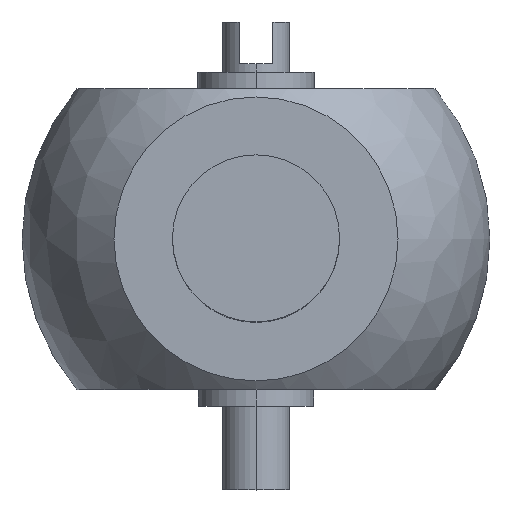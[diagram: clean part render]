
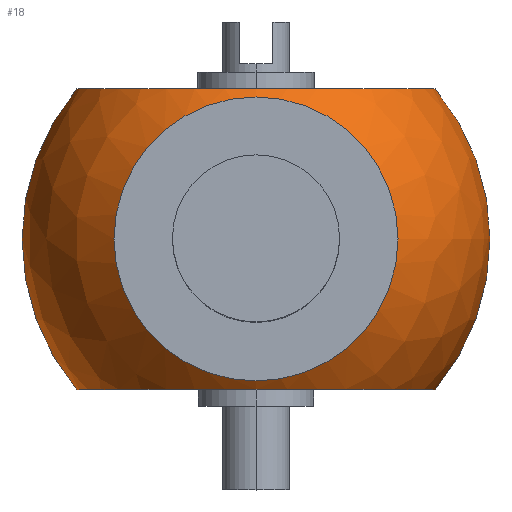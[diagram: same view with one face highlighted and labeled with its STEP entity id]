
A CAD part, top view. The second image highlights one B-rep face of the part: STEP entity #18.
In plain terms, the highlighted spherical face has radius 14 mm.
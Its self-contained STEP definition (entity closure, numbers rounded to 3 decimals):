
#18 = ADVANCED_FACE ( 'NONE', ( #314, #477 ), #308, .T. ) ;
#19 = CARTESIAN_POINT ( 'NONE',  ( 0., 0., 11.126 ) ) ;
#30 = AXIS2_PLACEMENT_3D ( 'NONE', #240, #294, #330 ) ;
#32 = CARTESIAN_POINT ( 'NONE',  ( 0., 8.498, 11.126 ) ) ;
#33 = ORIENTED_EDGE ( 'NONE', *, *, #445, .T. ) ;
#64 = CIRCLE ( 'NONE', #383, 8.498 ) ;
#71 = ORIENTED_EDGE ( 'NONE', *, *, #112, .T. ) ;
#80 = ORIENTED_EDGE ( 'NONE', *, *, #514, .F. ) ;
#98 = ORIENTED_EDGE ( 'NONE', *, *, #480, .F. ) ;
#99 = VERTEX_POINT ( 'NONE', #306 ) ;
#112 = EDGE_CURVE ( 'NONE', #437, #117, #488, .T. ) ;
#117 = VERTEX_POINT ( 'NONE', #589 ) ;
#134 = DIRECTION ( 'NONE',  ( 0., 1., 0. ) ) ;
#138 = DIRECTION ( 'NONE',  ( 0., 0., -1. ) ) ;
#176 = CARTESIAN_POINT ( 'NONE',  ( 0., 0., 11.126 ) ) ;
#180 = DIRECTION ( 'NONE',  ( 0., 0., 1. ) ) ;
#181 = DIRECTION ( 'NONE',  ( 0., 0., 1. ) ) ;
#228 = DIRECTION ( 'NONE',  ( 0., 0., 1. ) ) ;
#240 = CARTESIAN_POINT ( 'NONE',  ( 0., 0., 0. ) ) ;
#244 = CARTESIAN_POINT ( 'NONE',  ( 0., -9., 0. ) ) ;
#265 = VERTEX_POINT ( 'NONE', #614 ) ;
#290 = ORIENTED_EDGE ( 'NONE', *, *, #550, .F. ) ;
#294 = DIRECTION ( 'NONE',  ( 0., 0., -1. ) ) ;
#306 = CARTESIAN_POINT ( 'NONE',  ( 0., -8.498, 11.126 ) ) ;
#308 = SPHERICAL_SURFACE ( 'NONE', #669, 14. ) ;
#310 = CARTESIAN_POINT ( 'NONE',  ( 0., 0., 0. ) ) ;
#314 = FACE_OUTER_BOUND ( 'NONE', #384, .T. ) ;
#330 = DIRECTION ( 'NONE',  ( -1., 0., 0. ) ) ;
#331 = CIRCLE ( 'NONE', #30, 14. ) ;
#348 = AXIS2_PLACEMENT_3D ( 'NONE', #19, #180, #642 ) ;
#370 = AXIS2_PLACEMENT_3D ( 'NONE', #677, #228, #648 ) ;
#380 = CARTESIAN_POINT ( 'NONE',  ( 0., 9., 0. ) ) ;
#383 = AXIS2_PLACEMENT_3D ( 'NONE', #176, #624, #631 ) ;
#384 = EDGE_LOOP ( 'NONE', ( #290, #71, #33, #98 ) ) ;
#397 = VERTEX_POINT ( 'NONE', #32 ) ;
#427 = CARTESIAN_POINT ( 'NONE',  ( 10.724, 9., 0. ) ) ;
#430 = DIRECTION ( 'NONE',  ( 1., 0., 0. ) ) ;
#432 = CIRCLE ( 'NONE', #441, 10.724 ) ;
#437 = VERTEX_POINT ( 'NONE', #472 ) ;
#439 = CIRCLE ( 'NONE', #370, 14. ) ;
#441 = AXIS2_PLACEMENT_3D ( 'NONE', #380, #134, #181 ) ;
#445 = EDGE_CURVE ( 'NONE', #117, #612, #439, .T. ) ;
#461 = EDGE_CURVE ( 'NONE', #99, #397, #64, .T. ) ;
#472 = CARTESIAN_POINT ( 'NONE',  ( -10.724, -9., 0. ) ) ;
#477 = FACE_BOUND ( 'NONE', #587, .T. ) ;
#480 = EDGE_CURVE ( 'NONE', #265, #612, #432, .T. ) ;
#488 = CIRCLE ( 'NONE', #635, 10.724 ) ;
#514 = EDGE_CURVE ( 'NONE', #397, #99, #571, .T. ) ;
#550 = EDGE_CURVE ( 'NONE', #437, #265, #331, .T. ) ;
#571 = CIRCLE ( 'NONE', #348, 8.498 ) ;
#587 = EDGE_LOOP ( 'NONE', ( #673, #80 ) ) ;
#589 = CARTESIAN_POINT ( 'NONE',  ( 10.724, -9., 0. ) ) ;
#611 = DIRECTION ( 'NONE',  ( 0., 0., 1. ) ) ;
#612 = VERTEX_POINT ( 'NONE', #427 ) ;
#614 = CARTESIAN_POINT ( 'NONE',  ( -10.724, 9., 0. ) ) ;
#624 = DIRECTION ( 'NONE',  ( 0., 0., 1. ) ) ;
#631 = DIRECTION ( 'NONE',  ( 0., -1., 0. ) ) ;
#635 = AXIS2_PLACEMENT_3D ( 'NONE', #244, #690, #611 ) ;
#642 = DIRECTION ( 'NONE',  ( 0., -1., 0. ) ) ;
#648 = DIRECTION ( 'NONE',  ( 1., 0., 0. ) ) ;
#669 = AXIS2_PLACEMENT_3D ( 'NONE', #310, #138, #430 ) ;
#673 = ORIENTED_EDGE ( 'NONE', *, *, #461, .F. ) ;
#677 = CARTESIAN_POINT ( 'NONE',  ( 0., 0., 0. ) ) ;
#690 = DIRECTION ( 'NONE',  ( 0., 1., 0. ) ) ;
